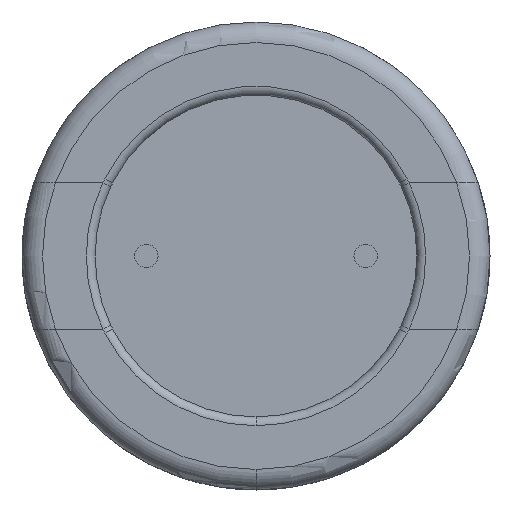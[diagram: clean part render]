
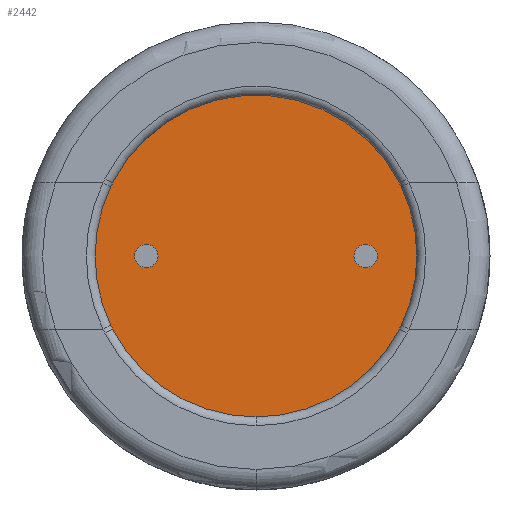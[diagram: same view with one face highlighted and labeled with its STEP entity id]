
A CAD part, front view. The second image highlights one B-rep face of the part: STEP entity #2442.
In plain terms, the highlighted planar face has unit normal (0, -1, 0).
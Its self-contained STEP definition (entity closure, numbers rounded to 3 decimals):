
#86 = VERTEX_POINT ( 'NONE', #4776 ) ;
#110 = CARTESIAN_POINT ( 'NONE',  ( 0., 0.3, 0. ) ) ;
#144 = EDGE_LOOP ( 'NONE', ( #2097, #3084 ) ) ;
#184 = AXIS2_PLACEMENT_3D ( 'NONE', #4709, #2580, #5503 ) ;
#197 = FACE_OUTER_BOUND ( 'NONE', #5072, .T. ) ;
#304 = EDGE_CURVE ( 'NONE', #744, #4314, #2767, .T. ) ;
#316 = DIRECTION ( 'NONE',  ( 0., -1., 0. ) ) ;
#467 = VERTEX_POINT ( 'NONE', #2715 ) ;
#662 = ORIENTED_EDGE ( 'NONE', *, *, #2145, .T. ) ;
#744 = VERTEX_POINT ( 'NONE', #3097 ) ;
#747 = EDGE_CURVE ( 'NONE', #1855, #4201, #4648, .T. ) ;
#777 = CARTESIAN_POINT ( 'NONE',  ( 0., 0.3, 0. ) ) ;
#802 = DIRECTION ( 'NONE',  ( 0., 0., -1. ) ) ;
#849 = AXIS2_PLACEMENT_3D ( 'NONE', #4536, #1993, #3691 ) ;
#850 = ORIENTED_EDGE ( 'NONE', *, *, #3306, .F. ) ;
#873 = CARTESIAN_POINT ( 'NONE',  ( -4.899, 0.3, -2.5 ) ) ;
#874 = VERTEX_POINT ( 'NONE', #2421 ) ;
#914 = CIRCLE ( 'NONE', #184, 5.5 ) ;
#1024 = CARTESIAN_POINT ( 'NONE',  ( -4.899, 0.3, 2.5 ) ) ;
#1086 = EDGE_CURVE ( 'NONE', #3549, #744, #2967, .T. ) ;
#1087 = CARTESIAN_POINT ( 'NONE',  ( 3.75, 0.3, -0.4 ) ) ;
#1112 = DIRECTION ( 'NONE',  ( 0., 0., 1. ) ) ;
#1135 = DIRECTION ( 'NONE',  ( 0., -1., 0. ) ) ;
#1149 = VERTEX_POINT ( 'NONE', #2618 ) ;
#1171 = CARTESIAN_POINT ( 'NONE',  ( -3.75, 0.3, 0. ) ) ;
#1287 = DIRECTION ( 'NONE',  ( 0., 0., -1. ) ) ;
#1313 = CIRCLE ( 'NONE', #2740, 5.5 ) ;
#1327 = EDGE_LOOP ( 'NONE', ( #850, #2251 ) ) ;
#1352 = EDGE_CURVE ( 'NONE', #4314, #1855, #914, .T. ) ;
#1406 = AXIS2_PLACEMENT_3D ( 'NONE', #2538, #4235, #3824 ) ;
#1444 = ORIENTED_EDGE ( 'NONE', *, *, #3531, .T. ) ;
#1463 = AXIS2_PLACEMENT_3D ( 'NONE', #2172, #4744, #3532 ) ;
#1488 = ORIENTED_EDGE ( 'NONE', *, *, #1086, .T. ) ;
#1601 = DIRECTION ( 'NONE',  ( 0., -1., 0. ) ) ;
#1618 = CARTESIAN_POINT ( 'NONE',  ( -4.963, 0.3, 2.371 ) ) ;
#1681 = VERTEX_POINT ( 'NONE', #873 ) ;
#1716 = DIRECTION ( 'NONE',  ( 0., -1., 0. ) ) ;
#1718 = AXIS2_PLACEMENT_3D ( 'NONE', #5343, #1135, #5393 ) ;
#1753 = CIRCLE ( 'NONE', #4873, 5.5 ) ;
#1791 = DIRECTION ( 'NONE',  ( 0., -1., 0. ) ) ;
#1794 = DIRECTION ( 'NONE',  ( 0., -1., 0. ) ) ;
#1848 = CARTESIAN_POINT ( 'NONE',  ( 4.899, 0.3, 2.5 ) ) ;
#1855 = VERTEX_POINT ( 'NONE', #1024 ) ;
#1986 = AXIS2_PLACEMENT_3D ( 'NONE', #1171, #3305, #5011 ) ;
#1988 = DIRECTION ( 'NONE',  ( 0., 0., -1. ) ) ;
#1993 = DIRECTION ( 'NONE',  ( 0., -1., 0. ) ) ;
#2017 = CIRCLE ( 'NONE', #3898, 5.5 ) ;
#2052 = CARTESIAN_POINT ( 'NONE',  ( -3.75, 0.3, 0. ) ) ;
#2058 = AXIS2_PLACEMENT_3D ( 'NONE', #110, #1794, #3071 ) ;
#2097 = ORIENTED_EDGE ( 'NONE', *, *, #4770, .F. ) ;
#2145 = EDGE_CURVE ( 'NONE', #874, #1681, #1313, .T. ) ;
#2172 = CARTESIAN_POINT ( 'NONE',  ( 0., 0.3, 0. ) ) ;
#2194 = CIRCLE ( 'NONE', #3621, 0.4 ) ;
#2251 = ORIENTED_EDGE ( 'NONE', *, *, #5455, .F. ) ;
#2356 = FACE_BOUND ( 'NONE', #144, .T. ) ;
#2402 = ORIENTED_EDGE ( 'NONE', *, *, #4268, .T. ) ;
#2421 = CARTESIAN_POINT ( 'NONE',  ( -4.963, 0.3, -2.371 ) ) ;
#2424 = AXIS2_PLACEMENT_3D ( 'NONE', #3650, #3278, #1112 ) ;
#2429 = VERTEX_POINT ( 'NONE', #4560 ) ;
#2442 = ADVANCED_FACE ( 'NONE', ( #5310, #2356, #197 ), #3236, .T. ) ;
#2487 = VERTEX_POINT ( 'NONE', #2547 ) ;
#2538 = CARTESIAN_POINT ( 'NONE',  ( 3.75, 0.3, 0. ) ) ;
#2547 = CARTESIAN_POINT ( 'NONE',  ( -3.75, 0.3, -0.4 ) ) ;
#2580 = DIRECTION ( 'NONE',  ( 0., -1., 0. ) ) ;
#2602 = ORIENTED_EDGE ( 'NONE', *, *, #747, .T. ) ;
#2618 = CARTESIAN_POINT ( 'NONE',  ( -3.75, 0.3, 0.4 ) ) ;
#2648 = DIRECTION ( 'NONE',  ( 0., -1., 0. ) ) ;
#2715 = CARTESIAN_POINT ( 'NONE',  ( 4.899, 0.3, -2.5 ) ) ;
#2740 = AXIS2_PLACEMENT_3D ( 'NONE', #777, #316, #802 ) ;
#2767 = CIRCLE ( 'NONE', #4278, 5.5 ) ;
#2967 = CIRCLE ( 'NONE', #1463, 5.5 ) ;
#2994 = CIRCLE ( 'NONE', #1406, 0.4 ) ;
#3071 = DIRECTION ( 'NONE',  ( 0., 0., -1. ) ) ;
#3084 = ORIENTED_EDGE ( 'NONE', *, *, #3319, .F. ) ;
#3097 = CARTESIAN_POINT ( 'NONE',  ( 4.963, 0.3, 2.371 ) ) ;
#3164 = ORIENTED_EDGE ( 'NONE', *, *, #304, .T. ) ;
#3236 = PLANE ( 'NONE',  #849 ) ;
#3248 = CIRCLE ( 'NONE', #4424, 5.5 ) ;
#3278 = DIRECTION ( 'NONE',  ( 0., -1., 0. ) ) ;
#3305 = DIRECTION ( 'NONE',  ( 0., -1., 0. ) ) ;
#3306 = EDGE_CURVE ( 'NONE', #86, #5278, #3495, .T. ) ;
#3319 = EDGE_CURVE ( 'NONE', #2487, #1149, #3862, .T. ) ;
#3495 = CIRCLE ( 'NONE', #2424, 0.4 ) ;
#3510 = CARTESIAN_POINT ( 'NONE',  ( 0., 0.3, 0. ) ) ;
#3531 = EDGE_CURVE ( 'NONE', #1681, #2429, #5099, .T. ) ;
#3532 = DIRECTION ( 'NONE',  ( 0., 0., -1. ) ) ;
#3549 = VERTEX_POINT ( 'NONE', #4153 ) ;
#3621 = AXIS2_PLACEMENT_3D ( 'NONE', #2052, #1601, #4152 ) ;
#3650 = CARTESIAN_POINT ( 'NONE',  ( 3.75, 0.3, 0. ) ) ;
#3691 = DIRECTION ( 'NONE',  ( 0., 0., -1. ) ) ;
#3824 = DIRECTION ( 'NONE',  ( 0., 0., 1. ) ) ;
#3862 = CIRCLE ( 'NONE', #1986, 0.4 ) ;
#3898 = AXIS2_PLACEMENT_3D ( 'NONE', #4973, #5075, #1988 ) ;
#4152 = DIRECTION ( 'NONE',  ( 0., 0., -1. ) ) ;
#4153 = CARTESIAN_POINT ( 'NONE',  ( 4.963, 0.3, -2.371 ) ) ;
#4201 = VERTEX_POINT ( 'NONE', #1618 ) ;
#4235 = DIRECTION ( 'NONE',  ( 0., -1., 0. ) ) ;
#4268 = EDGE_CURVE ( 'NONE', #4201, #874, #3248, .T. ) ;
#4278 = AXIS2_PLACEMENT_3D ( 'NONE', #5507, #1716, #4683 ) ;
#4314 = VERTEX_POINT ( 'NONE', #1848 ) ;
#4424 = AXIS2_PLACEMENT_3D ( 'NONE', #4747, #2648, #1287 ) ;
#4536 = CARTESIAN_POINT ( 'NONE',  ( 0., 0.3, 0. ) ) ;
#4560 = CARTESIAN_POINT ( 'NONE',  ( 0., 0.3, -5.5 ) ) ;
#4585 = ORIENTED_EDGE ( 'NONE', *, *, #1352, .T. ) ;
#4648 = CIRCLE ( 'NONE', #2058, 5.5 ) ;
#4683 = DIRECTION ( 'NONE',  ( 0., 0., -1. ) ) ;
#4709 = CARTESIAN_POINT ( 'NONE',  ( 0., 0.3, 0. ) ) ;
#4734 = ORIENTED_EDGE ( 'NONE', *, *, #5186, .T. ) ;
#4744 = DIRECTION ( 'NONE',  ( 0., -1., 0. ) ) ;
#4747 = CARTESIAN_POINT ( 'NONE',  ( 0., 0.3, 0. ) ) ;
#4770 = EDGE_CURVE ( 'NONE', #1149, #2487, #2194, .T. ) ;
#4776 = CARTESIAN_POINT ( 'NONE',  ( 3.75, 0.3, 0.4 ) ) ;
#4873 = AXIS2_PLACEMENT_3D ( 'NONE', #3510, #1791, #5217 ) ;
#4973 = CARTESIAN_POINT ( 'NONE',  ( 0., 0.3, 0. ) ) ;
#5011 = DIRECTION ( 'NONE',  ( 0., 0., -1. ) ) ;
#5072 = EDGE_LOOP ( 'NONE', ( #5144, #1488, #3164, #4585, #2602, #2402, #662, #1444, #4734 ) ) ;
#5075 = DIRECTION ( 'NONE',  ( 0., -1., 0. ) ) ;
#5099 = CIRCLE ( 'NONE', #1718, 5.5 ) ;
#5100 = EDGE_CURVE ( 'NONE', #467, #3549, #2017, .T. ) ;
#5144 = ORIENTED_EDGE ( 'NONE', *, *, #5100, .T. ) ;
#5186 = EDGE_CURVE ( 'NONE', #2429, #467, #1753, .T. ) ;
#5217 = DIRECTION ( 'NONE',  ( 0., 0., -1. ) ) ;
#5278 = VERTEX_POINT ( 'NONE', #1087 ) ;
#5310 = FACE_BOUND ( 'NONE', #1327, .T. ) ;
#5343 = CARTESIAN_POINT ( 'NONE',  ( 0., 0.3, 0. ) ) ;
#5393 = DIRECTION ( 'NONE',  ( 0., 0., -1. ) ) ;
#5455 = EDGE_CURVE ( 'NONE', #5278, #86, #2994, .T. ) ;
#5503 = DIRECTION ( 'NONE',  ( 0., 0., -1. ) ) ;
#5507 = CARTESIAN_POINT ( 'NONE',  ( 0., 0.3, 0. ) ) ;
